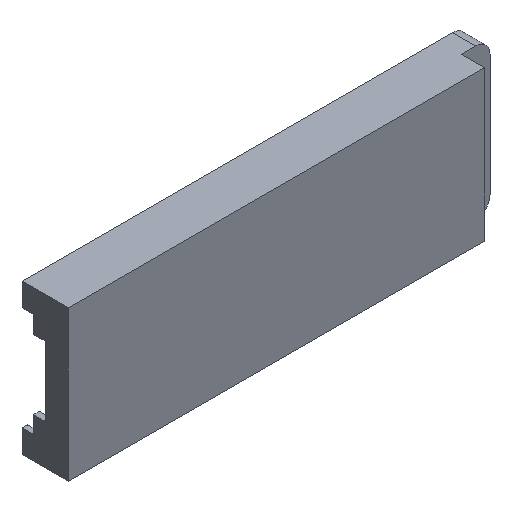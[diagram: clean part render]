
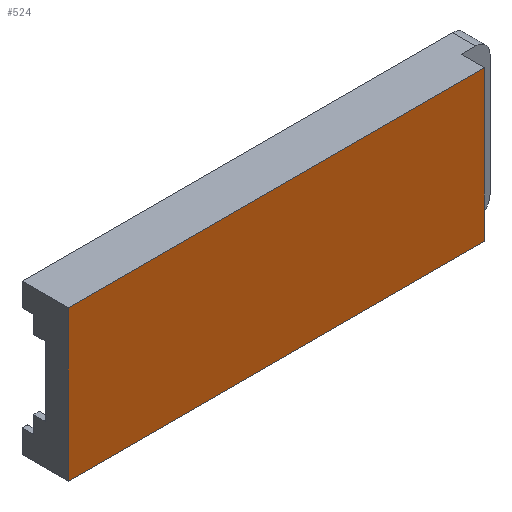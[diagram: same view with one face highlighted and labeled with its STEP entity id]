
A CAD part, isometric view. The second image highlights one B-rep face of the part: STEP entity #524.
In plain terms, the highlighted planar face has unit normal (0, -1, 0).
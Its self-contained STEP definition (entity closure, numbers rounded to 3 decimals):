
#42=PLANE('',#566);
#67=FACE_OUTER_BOUND('',#93,.T.);
#93=EDGE_LOOP('',(#494,#495,#496,#497));
#150=LINE('',#823,#218);
#158=LINE('',#840,#226);
#160=LINE('',#843,#228);
#161=LINE('',#845,#229);
#218=VECTOR('',#670,10.);
#226=VECTOR('',#688,10.);
#228=VECTOR('',#692,10.);
#229=VECTOR('',#695,10.);
#276=VERTEX_POINT('',#820);
#277=VERTEX_POINT('',#822);
#280=VERTEX_POINT('',#837);
#281=VERTEX_POINT('',#839);
#342=EDGE_CURVE('',#277,#276,#150,.T.);
#350=EDGE_CURVE('',#280,#281,#158,.T.);
#352=EDGE_CURVE('',#280,#277,#160,.T.);
#353=EDGE_CURVE('',#276,#281,#161,.T.);
#494=ORIENTED_EDGE('',*,*,#350,.F.);
#495=ORIENTED_EDGE('',*,*,#352,.T.);
#496=ORIENTED_EDGE('',*,*,#342,.T.);
#497=ORIENTED_EDGE('',*,*,#353,.T.);
#524=ADVANCED_FACE('',(#67),#42,.F.);
#566=AXIS2_PLACEMENT_3D('',#846,#696,#697);
#670=DIRECTION('',(0.,0.,-1.));
#688=DIRECTION('',(0.,0.,-1.));
#692=DIRECTION('',(-1.,0.,0.));
#695=DIRECTION('',(1.,0.,0.));
#696=DIRECTION('center_axis',(0.,1.,0.));
#697=DIRECTION('ref_axis',(1.,0.,0.));
#820=CARTESIAN_POINT('',(-20.,0.,-35.));
#822=CARTESIAN_POINT('',(-20.,0.,-9.));
#823=CARTESIAN_POINT('',(-20.,0.,-9.));
#837=CARTESIAN_POINT('',(52.,0.,-9.));
#839=CARTESIAN_POINT('',(52.,0.,-35.));
#840=CARTESIAN_POINT('',(52.,0.,-9.));
#843=CARTESIAN_POINT('',(57.,0.,-9.));
#845=CARTESIAN_POINT('',(-20.,0.,-35.));
#846=CARTESIAN_POINT('Origin',(16.,0.,-22.));
